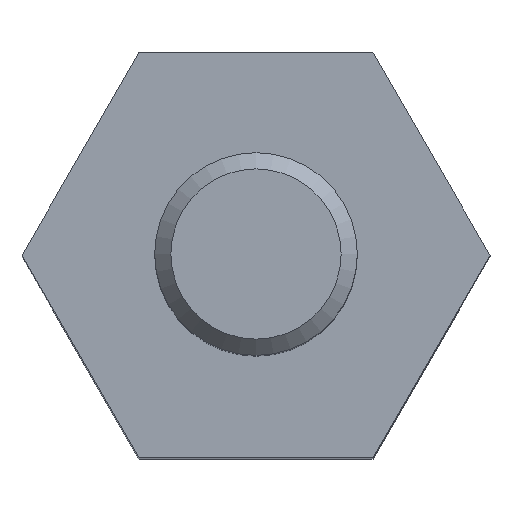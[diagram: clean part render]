
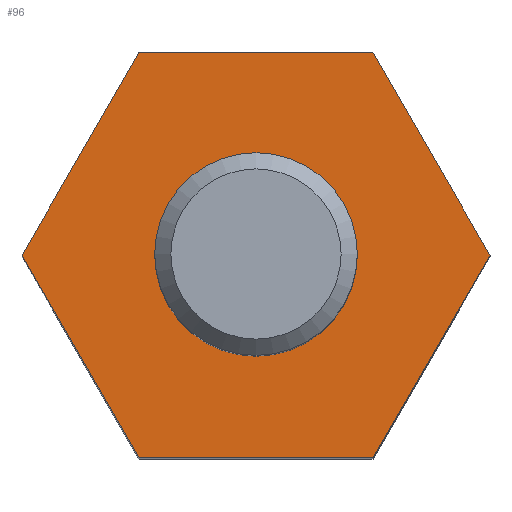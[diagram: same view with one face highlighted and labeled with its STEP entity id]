
A CAD part, top view. The second image highlights one B-rep face of the part: STEP entity #96.
In plain terms, the highlighted planar face has unit normal (0, 0, 1).
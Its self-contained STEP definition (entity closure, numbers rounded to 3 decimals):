
#96 = ADVANCED_FACE( '', ( #199, #200 ), #201, .T. );
#199 = FACE_BOUND( '', #297, .T. );
#200 = FACE_OUTER_BOUND( '', #298, .T. );
#201 = PLANE( '', #299 );
#297 = EDGE_LOOP( '', ( #474 ) );
#298 = EDGE_LOOP( '', ( #475, #476, #477, #478, #479, #480 ) );
#299 = AXIS2_PLACEMENT_3D( '', #481, #482, #483 );
#474 = ORIENTED_EDGE( '', *, *, #552, .T. );
#475 = ORIENTED_EDGE( '', *, *, #500, .T. );
#476 = ORIENTED_EDGE( '', *, *, #512, .T. );
#477 = ORIENTED_EDGE( '', *, *, #522, .T. );
#478 = ORIENTED_EDGE( '', *, *, #517, .T. );
#479 = ORIENTED_EDGE( '', *, *, #561, .T. );
#480 = ORIENTED_EDGE( '', *, *, #539, .T. );
#481 = CARTESIAN_POINT( '', ( 0., 0., 6. ) );
#482 = DIRECTION( '', ( 0., 0., 1. ) );
#483 = DIRECTION( '', ( 1., 0., 0. ) );
#500 = EDGE_CURVE( '', #572, #570, #573, .T. );
#512 = EDGE_CURVE( '', #570, #591, #593, .T. );
#517 = EDGE_CURVE( '', #601, #599, #602, .T. );
#522 = EDGE_CURVE( '', #591, #601, #609, .T. );
#539 = EDGE_CURVE( '', #632, #572, #633, .T. );
#552 = EDGE_CURVE( '', #648, #648, #649, .F. );
#561 = EDGE_CURVE( '', #599, #632, #659, .T. );
#570 = VERTEX_POINT( '', #669 );
#572 = VERTEX_POINT( '', #672 );
#573 = LINE( '', #673, #674 );
#591 = VERTEX_POINT( '', #695 );
#593 = LINE( '', #698, #699 );
#599 = VERTEX_POINT( '', #707 );
#601 = VERTEX_POINT( '', #710 );
#602 = LINE( '', #711, #712 );
#609 = LINE( '', #722, #723 );
#632 = VERTEX_POINT( '', #749 );
#633 = LINE( '', #750, #751 );
#648 = VERTEX_POINT( '', #769 );
#649 = CIRCLE( '', #770, 1.1 );
#659 = LINE( '', #780, #781 );
#669 = CARTESIAN_POINT( '', ( -1.443, 2.5, 6. ) );
#672 = CARTESIAN_POINT( '', ( 1.443, 2.5, 6. ) );
#673 = CARTESIAN_POINT( '', ( 1.443, 2.5, 6. ) );
#674 = VECTOR( '', #788, 1000. );
#695 = CARTESIAN_POINT( '', ( -2.887, 0., 6. ) );
#698 = CARTESIAN_POINT( '', ( -1.443, 2.5, 6. ) );
#699 = VECTOR( '', #805, 1000. );
#707 = CARTESIAN_POINT( '', ( 1.443, -2.5, 6. ) );
#710 = CARTESIAN_POINT( '', ( -1.443, -2.5, 6. ) );
#711 = CARTESIAN_POINT( '', ( -1.443, -2.5, 6. ) );
#712 = VECTOR( '', #809, 1000. );
#722 = CARTESIAN_POINT( '', ( -2.887, 0., 6. ) );
#723 = VECTOR( '', #813, 1000. );
#749 = CARTESIAN_POINT( '', ( 2.887, 0., 6. ) );
#750 = CARTESIAN_POINT( '', ( 2.887, 0., 6. ) );
#751 = VECTOR( '', #838, 1000. );
#769 = CARTESIAN_POINT( '', ( 1.1, 0., 6. ) );
#770 = AXIS2_PLACEMENT_3D( '', #854, #855, #856 );
#780 = CARTESIAN_POINT( '', ( 1.443, -2.5, 6. ) );
#781 = VECTOR( '', #863, 1000. );
#788 = DIRECTION( '', ( -1., 0., 0. ) );
#805 = DIRECTION( '', ( -0.5, -0.866, 0. ) );
#809 = DIRECTION( '', ( 1., 0., 0. ) );
#813 = DIRECTION( '', ( 0.5, -0.866, 0. ) );
#838 = DIRECTION( '', ( -0.5, 0.866, 0. ) );
#854 = CARTESIAN_POINT( '', ( 0., 0., 6. ) );
#855 = DIRECTION( '', ( 0., 0., 1. ) );
#856 = DIRECTION( '', ( 1., 0., 0. ) );
#863 = DIRECTION( '', ( 0.5, 0.866, 0. ) );
